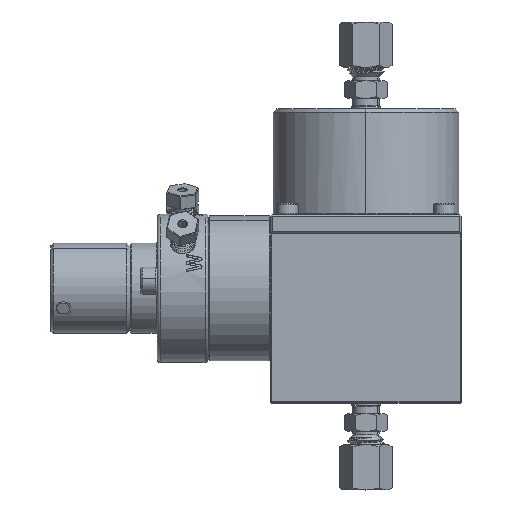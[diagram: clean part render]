
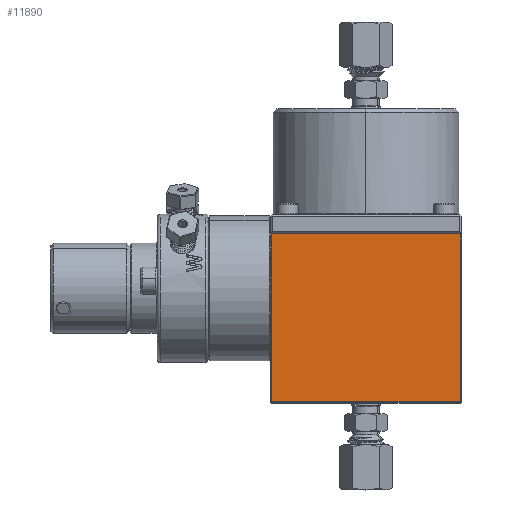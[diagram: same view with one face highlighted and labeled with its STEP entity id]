
A CAD part, top view. The second image highlights one B-rep face of the part: STEP entity #11890.
In plain terms, the highlighted planar face has unit normal (0, 0, 1).
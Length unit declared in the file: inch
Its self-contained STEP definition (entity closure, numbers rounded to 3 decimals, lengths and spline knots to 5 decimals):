
#6242 = VECTOR ( 'NONE', #84796, 39.37008 ) ;
#8154 = DIRECTION ( 'NONE',  ( 0., 1., 0. ) ) ;
#11890 = ADVANCED_FACE ( 'Defeatured_896', ( #44146 ), #114729, .T. ) ;
#16667 = ORIENTED_EDGE ( 'NONE', *, *, #138314, .T. ) ;
#22316 = CARTESIAN_POINT ( 'NONE',  ( -0.77963, 0.44988, 0.43317 ) ) ;
#23003 = DIRECTION ( 'NONE',  ( -1., 0., 0. ) ) ;
#26058 = LINE ( 'NONE', #103726, #70453 ) ;
#28206 = VECTOR ( 'NONE', #48836, 39.37008 ) ;
#29787 = DIRECTION ( 'NONE',  ( 0., 0., 1. ) ) ;
#32447 = ORIENTED_EDGE ( 'NONE', *, *, #65520, .T. ) ;
#36733 = CARTESIAN_POINT ( 'NONE',  ( 0.77963, -0.94185, 0.43317 ) ) ;
#42909 = CARTESIAN_POINT ( 'NONE',  ( -0.77963, -0.94185, 0.43317 ) ) ;
#44146 = FACE_OUTER_BOUND ( 'NONE', #84153, .T. ) ;
#48836 = DIRECTION ( 'NONE',  ( 1., 0., 0. ) ) ;
#49835 = EDGE_CURVE ( 'Defeatured_896+Defeatured_8913+Defeatured_8922+Defeatured_899', #117091, #57468, #120672, .T. ) ;
#52788 = CARTESIAN_POINT ( 'NONE',  ( -0.77963, -0.79224, 0.43317 ) ) ;
#55180 = ORIENTED_EDGE ( 'NONE', *, *, #49835, .T. ) ;
#57468 = VERTEX_POINT ( 'NONE', #22316 ) ;
#60560 = VERTEX_POINT ( 'NONE', #42909 ) ;
#65520 = EDGE_CURVE ( 'Defeatured_896+Defeatured_899+Defeatured_8913+Defeatured_8921', #57468, #60560, #98491, .T. ) ;
#70453 = VECTOR ( 'NONE', #8154, 39.37008 ) ;
#75065 = VECTOR ( 'NONE', #23003, 39.37008 ) ;
#75885 = CARTESIAN_POINT ( 'NONE',  ( 0.77963, 0.44988, 0.43317 ) ) ;
#84153 = EDGE_LOOP ( 'NONE', ( #32447, #16667, #130017, #55180 ) ) ;
#84796 = DIRECTION ( 'NONE',  ( 0., -1., 0. ) ) ;
#98491 = LINE ( 'NONE', #52788, #6242 ) ;
#99138 = VERTEX_POINT ( 'NONE', #36733 ) ;
#103726 = CARTESIAN_POINT ( 'NONE',  ( 0.77963, -0.79224, 0.43317 ) ) ;
#109697 = EDGE_CURVE ( 'Defeatured_896+Defeatured_8922+Defeatured_8921+Defeatured_8913', #99138, #117091, #26058, .T. ) ;
#112911 = DIRECTION ( 'NONE',  ( 1., 0., 0. ) ) ;
#114729 = PLANE ( 'NONE',  #123793 ) ;
#114967 = CARTESIAN_POINT ( 'NONE',  ( -0.7875, -0.94185, 0.43317 ) ) ;
#117091 = VERTEX_POINT ( 'NONE', #75885 ) ;
#119556 = LINE ( 'NONE', #114967, #28206 ) ;
#120672 = LINE ( 'NONE', #130205, #75065 ) ;
#123793 = AXIS2_PLACEMENT_3D ( 'NONE', #124439, #29787, #112911 ) ;
#124439 = CARTESIAN_POINT ( 'NONE',  ( -0.7875, -0.79224, 0.43317 ) ) ;
#130017 = ORIENTED_EDGE ( 'NONE', *, *, #109697, .T. ) ;
#130205 = CARTESIAN_POINT ( 'NONE',  ( -0.7875, 0.44988, 0.43317 ) ) ;
#138314 = EDGE_CURVE ( 'Defeatured_896+Defeatured_8921+Defeatured_899+Defeatured_8922', #60560, #99138, #119556, .T. ) ;
